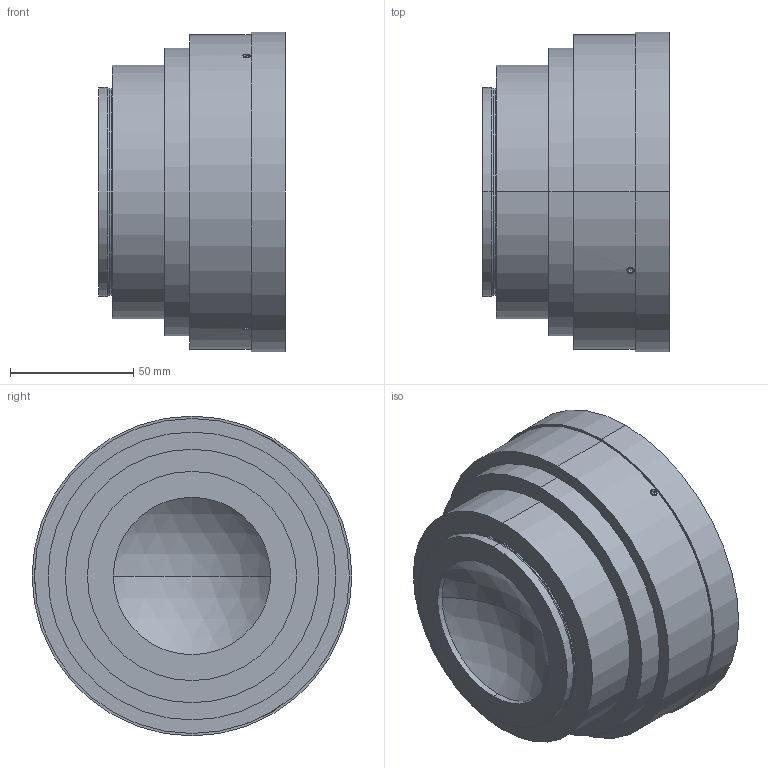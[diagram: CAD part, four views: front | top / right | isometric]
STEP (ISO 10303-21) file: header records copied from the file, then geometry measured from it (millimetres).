
FILE_DESCRIPTION (( 'STEP AP203' ), '1' );
FILE_NAME ('S4LFT3254_126_04.STEP', '2022-03-04T10:35:20', ( '' ), ( '' ), 'SwSTEP 2.0', 'SolidWorks 2021', '' );
FILE_SCHEMA (( 'CONFIG_CONTROL_DESIGN' ));
Length unit declared in the file: millimetre
Products named in the file (7): 150726; DIN 913 - M3 x 3-N_DIN 913 - M3 x 3-N; S4LMP3254_126; 288804; S4LFT3254_126_04; 150710; S4LPG0300_126
Assembly tree (8 placements, depth 2):
  S4LFT3254_126_04
    S4LMP3254_126
    S4LPG0300_126
    150726
    288804
    150710
    DIN 913 - M3 x 3-N_DIN 913 - M3 x 3-N  x3
Bounding box: 76 x 130 x 130 mm (x, y, z)
Volume: 192398.9 mm3; surface area: 120898.1 mm2
Topology: 8 solids, 8 shells, 185 faces, 403 edges, 248 vertices
Faces by surface type: cylinder 64, plane 57, cone 40, torus 20, sphere 4
Entity records: 5318 total; most frequent: CARTESIAN_POINT 977, DIRECTION 839, ORIENTED_EDGE 678, AXIS2_PLACEMENT_3D 358, EDGE_CURVE 339, VERTEX_POINT 208, CIRCLE 192, EDGE_LOOP 179
